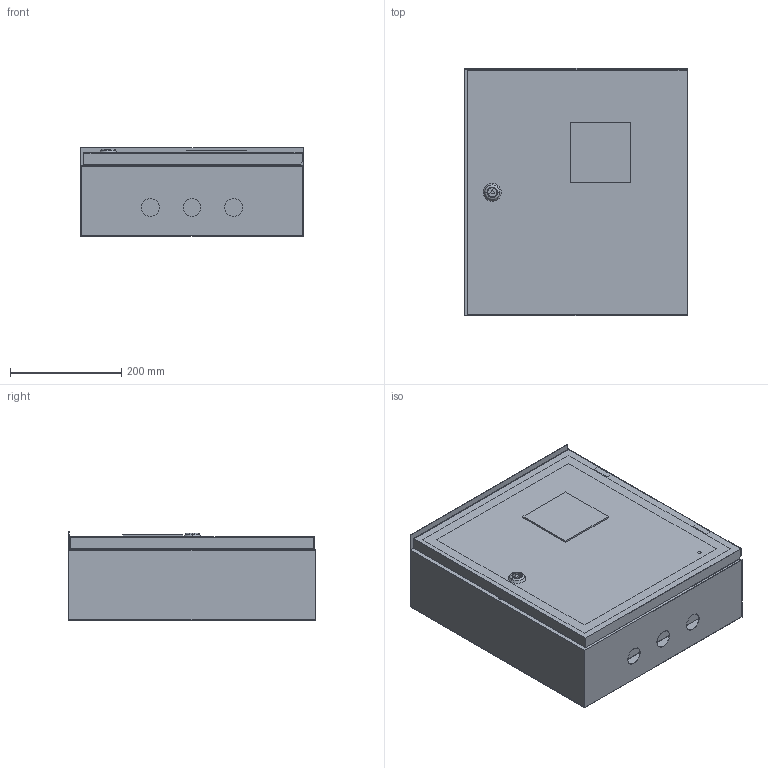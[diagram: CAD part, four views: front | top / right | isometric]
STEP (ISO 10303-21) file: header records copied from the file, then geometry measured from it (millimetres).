
FILE_DESCRIPTION (( 'STEP AP214' ), '1' );
FILE_NAME ('MKM51-N-03-54-G Êîðïóñ.STEP', '2025-05-14T12:41:19', ( '' ), ( '' ), 'SwSTEP 2.0', 'SolidWorks 2022', '' );
FILE_SCHEMA (( 'AUTOMOTIVE_DESIGN' ));
Length unit declared in the file: millimetre
Products named in the file (3): MKM51-N-03-54-G Корпус; Дверь ЩУ-1; Оболочка ЩУ-1
Assembly tree (2 placements, depth 2):
  MKM51-N-03-54-G Корпус
    Оболочка ЩУ-1
    Дверь ЩУ-1
Bounding box: 400 x 445 x 158.6 mm (x, y, z)
Volume: 954139.8 mm3; surface area: 1650647.6 mm2
Topology: 9 solids, 10 shells, 481 faces, 1182 edges, 748 vertices
Faces by surface type: plane 268, cylinder 153, cone 46, bspline 12, torus 2
Entity records: 15032 total; most frequent: CARTESIAN_POINT 3360, ORIENTED_EDGE 2364, DIRECTION 2307, EDGE_CURVE 1182, AXIS2_PLACEMENT_3D 807, VERTEX_POINT 748, LINE 693, VECTOR 693
